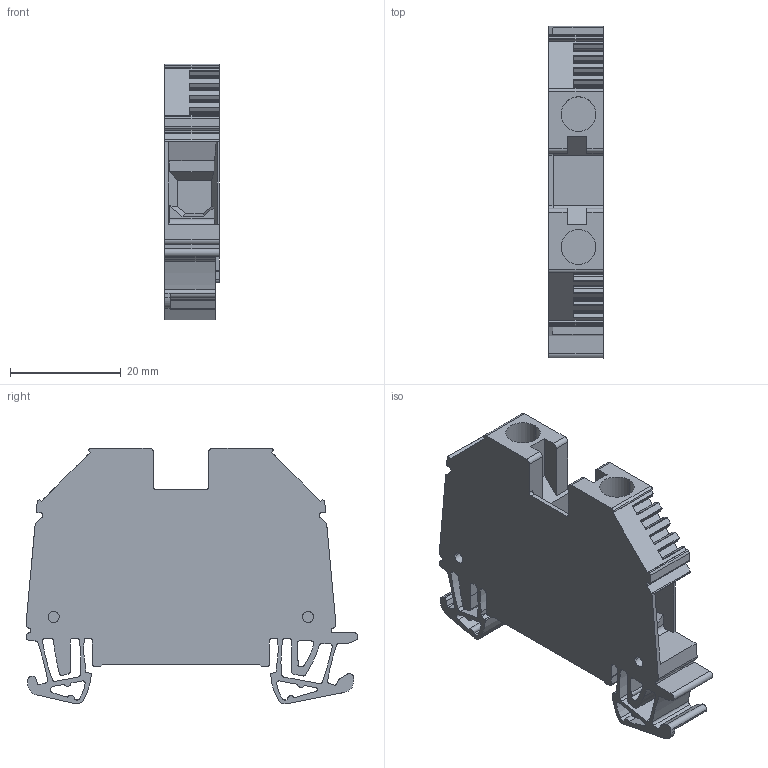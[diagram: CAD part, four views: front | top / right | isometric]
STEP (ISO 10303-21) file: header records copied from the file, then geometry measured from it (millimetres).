
FILE_DESCRIPTION(('CATIA V5 STEP Exchange','CAx-IF Rec.Pracs.--- Model Styling and Organization---1.4--- 2014-01-23'),'2;1');
FILE_NAME ('D1465090_0', '2020-04-30T07:04:40+00:00', ('none'), ('Weidmueller'), 'CATIA Version 5-6 Release 2016 SP3 HF44', 'CATIA V5 STEP AP214', 'none');
FILE_SCHEMA(('AUTOMOTIVE_DESIGN { 1 0 10303 214 1 1 1 1 }'));
Length unit declared in the file: millimetre
Products named in the file (1): 9537400000_WDU_10_SL_SW
Bounding box: 9.9 x 60 x 46.25 mm (x, y, z)
Volume: 15275.2 mm3; surface area: 8838.2 mm2
Topology: 1 solids, 1 shells, 374 faces, 1190 edges, 822 vertices
Faces by surface type: plane 242, cylinder 120, extrusion 12
Entity records: 13499 total; most frequent: CARTESIAN_POINT 2780, ORIENTED_EDGE 2380, DIRECTION 1777, EDGE_CURVE 1190, VECTOR 929, LINE 917, VERTEX_POINT 822, AXIS2_PLACEMENT_3D 539
